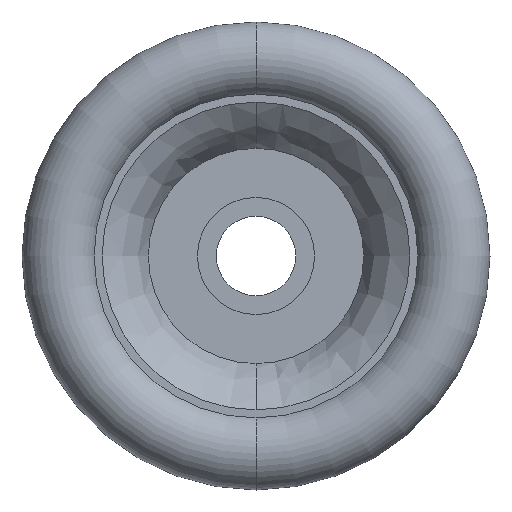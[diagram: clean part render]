
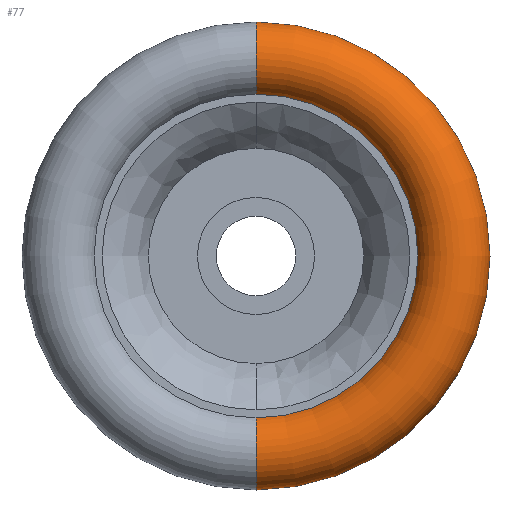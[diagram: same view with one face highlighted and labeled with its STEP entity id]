
A CAD part, front view. The second image highlights one B-rep face of the part: STEP entity #77.
In plain terms, the highlighted toroidal (fillet/blend) face has major radius 42 mm and minor radius 8 mm.
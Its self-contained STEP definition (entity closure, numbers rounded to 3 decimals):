
#36 = EDGE_CURVE ( 'NONE', #670, #717, #833, .T. ) ;
#58 = AXIS2_PLACEMENT_3D ( 'NONE', #398, #952, #97 ) ;
#77 = ADVANCED_FACE ( 'NONE', ( #682 ), #372, .T. ) ;
#97 = DIRECTION ( 'NONE',  ( 0., 0., -1. ) ) ;
#130 = ORIENTED_EDGE ( 'NONE', *, *, #36, .T. ) ;
#142 = DIRECTION ( 'NONE',  ( 0., 1., 0. ) ) ;
#152 = DIRECTION ( 'NONE',  ( 0., 0., 1. ) ) ;
#218 = EDGE_CURVE ( 'NONE', #734, #717, #324, .T. ) ;
#239 = ORIENTED_EDGE ( 'NONE', *, *, #866, .F. ) ;
#257 = ORIENTED_EDGE ( 'NONE', *, *, #218, .F. ) ;
#270 = DIRECTION ( 'NONE',  ( 0., -1., 0. ) ) ;
#294 = CARTESIAN_POINT ( 'NONE',  ( -20., 0., 0. ) ) ;
#324 = CIRCLE ( 'NONE', #1127, 47. ) ;
#334 = DIRECTION ( 'NONE',  ( 0., 0., -1. ) ) ;
#372 = TOROIDAL_SURFACE ( 'NONE', #981, 42., 8. ) ;
#377 = CARTESIAN_POINT ( 'NONE',  ( -20., -3., -34.584 ) ) ;
#398 = CARTESIAN_POINT ( 'NONE',  ( -20., 0., -42. ) ) ;
#413 = CIRCLE ( 'NONE', #836, 34.584 ) ;
#421 = CARTESIAN_POINT ( 'NONE',  ( -20., -3., 34.584 ) ) ;
#551 = EDGE_CURVE ( 'NONE', #670, #933, #413, .T. ) ;
#553 = ORIENTED_EDGE ( 'NONE', *, *, #551, .F. ) ;
#578 = DIRECTION ( 'NONE',  ( 0., 0., 1. ) ) ;
#588 = CIRCLE ( 'NONE', #716, 8. ) ;
#670 = VERTEX_POINT ( 'NONE', #377 ) ;
#682 = FACE_OUTER_BOUND ( 'NONE', #1013, .T. ) ;
#716 = AXIS2_PLACEMENT_3D ( 'NONE', #957, #763, #1126 ) ;
#717 = VERTEX_POINT ( 'NONE', #927 ) ;
#734 = VERTEX_POINT ( 'NONE', #1112 ) ;
#755 = DIRECTION ( 'NONE',  ( 0., 1., 0. ) ) ;
#763 = DIRECTION ( 'NONE',  ( -1., 0., 0. ) ) ;
#833 = CIRCLE ( 'NONE', #58, 8. ) ;
#836 = AXIS2_PLACEMENT_3D ( 'NONE', #906, #270, #152 ) ;
#866 = EDGE_CURVE ( 'NONE', #933, #734, #588, .T. ) ;
#906 = CARTESIAN_POINT ( 'NONE',  ( -20., -3., 0. ) ) ;
#927 = CARTESIAN_POINT ( 'NONE',  ( -20., 6.245, -47. ) ) ;
#933 = VERTEX_POINT ( 'NONE', #421 ) ;
#952 = DIRECTION ( 'NONE',  ( 1., 0., 0. ) ) ;
#957 = CARTESIAN_POINT ( 'NONE',  ( -20., 0., 42. ) ) ;
#981 = AXIS2_PLACEMENT_3D ( 'NONE', #294, #755, #578 ) ;
#1013 = EDGE_LOOP ( 'NONE', ( #553, #130, #257, #239 ) ) ;
#1063 = CARTESIAN_POINT ( 'NONE',  ( -20., 6.245, 0. ) ) ;
#1112 = CARTESIAN_POINT ( 'NONE',  ( -20., 6.245, 47. ) ) ;
#1126 = DIRECTION ( 'NONE',  ( 0., 0., 1. ) ) ;
#1127 = AXIS2_PLACEMENT_3D ( 'NONE', #1063, #142, #334 ) ;
